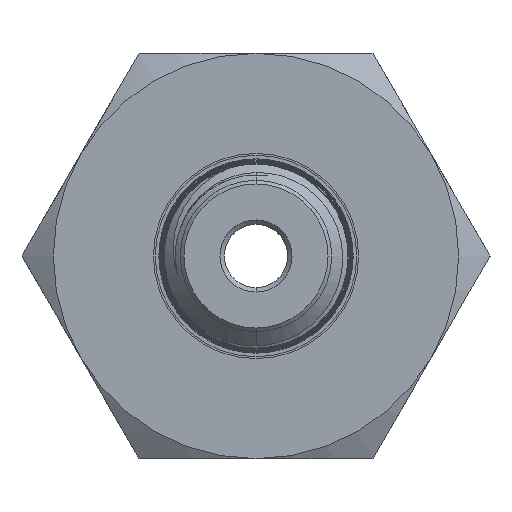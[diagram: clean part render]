
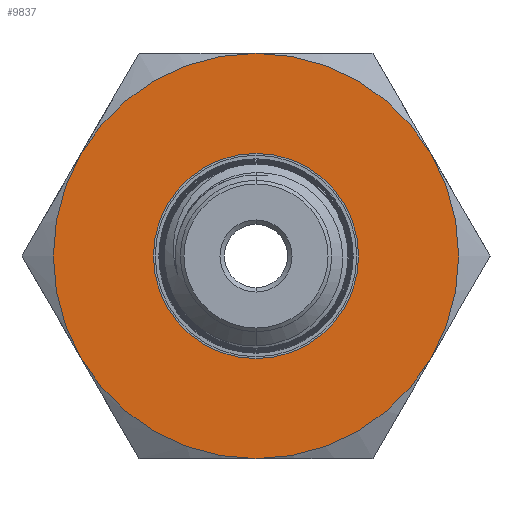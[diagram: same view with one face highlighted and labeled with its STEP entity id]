
A CAD part, left-side view. The second image highlights one B-rep face of the part: STEP entity #9837.
In plain terms, the highlighted planar face has unit normal (-1, 0, 0).
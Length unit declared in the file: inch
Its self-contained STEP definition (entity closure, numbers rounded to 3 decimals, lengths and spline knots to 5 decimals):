
#233 = AXIS2_PLACEMENT_3D ( 'NONE', #18649, #15654, #2762 ) ;
#577 = CARTESIAN_POINT ( 'NONE',  ( -0.9445, 0., 0. ) ) ;
#1214 = ORIENTED_EDGE ( 'NONE', *, *, #13161, .T. ) ;
#1799 = FACE_BOUND ( 'NONE', #10948, .T. ) ;
#2147 = AXIS2_PLACEMENT_3D ( 'NONE', #17646, #4603, #8968 ) ;
#2762 = DIRECTION ( 'NONE',  ( 0., 0., -1. ) ) ;
#3154 = EDGE_CURVE ( 'NONE', #12873, #13306, #7123, .T. ) ;
#3174 = EDGE_CURVE ( 'NONE', #7495, #12873, #18744, .T. ) ;
#3561 = EDGE_CURVE ( 'NONE', #15618, #7495, #9606, .T. ) ;
#3801 = ORIENTED_EDGE ( 'NONE', *, *, #3561, .F. ) ;
#3863 = CARTESIAN_POINT ( 'NONE',  ( -0.9445, 0., 0. ) ) ;
#4010 = DIRECTION ( 'NONE',  ( 0., 0., -1. ) ) ;
#4603 = DIRECTION ( 'NONE',  ( 1., 0., 0. ) ) ;
#4732 = VERTEX_POINT ( 'NONE', #18196 ) ;
#4860 = CARTESIAN_POINT ( 'NONE',  ( -0.9445, 0.48714, -0.28125 ) ) ;
#4929 = CARTESIAN_POINT ( 'NONE',  ( -0.9445, 0., 0.28475 ) ) ;
#5179 = VERTEX_POINT ( 'NONE', #4929 ) ;
#5563 = DIRECTION ( 'NONE',  ( 1., 0., 0. ) ) ;
#5615 = PLANE ( 'NONE',  #15928 ) ;
#5772 = ORIENTED_EDGE ( 'NONE', *, *, #17420, .T. ) ;
#6134 = DIRECTION ( 'NONE',  ( 1., 0., 0. ) ) ;
#6607 = EDGE_CURVE ( 'NONE', #4732, #15618, #18948, .T. ) ;
#6673 = AXIS2_PLACEMENT_3D ( 'NONE', #577, #10855, #10980 ) ;
#6723 = CARTESIAN_POINT ( 'NONE',  ( -0.9445, 0., 0.5625 ) ) ;
#6779 = CARTESIAN_POINT ( 'NONE',  ( -0.9445, 0., 0. ) ) ;
#6932 = CARTESIAN_POINT ( 'NONE',  ( -0.9445, 0., 0. ) ) ;
#7065 = CARTESIAN_POINT ( 'NONE',  ( -0.9445, 0.28475, 0. ) ) ;
#7123 = CIRCLE ( 'NONE', #233, 0.5625 ) ;
#7227 = CIRCLE ( 'NONE', #16806, 0.5625 ) ;
#7495 = VERTEX_POINT ( 'NONE', #4860 ) ;
#8202 = FACE_OUTER_BOUND ( 'NONE', #17809, .T. ) ;
#8498 = DIRECTION ( 'NONE',  ( 0., 0., 1. ) ) ;
#8968 = DIRECTION ( 'NONE',  ( 0., 0., -1. ) ) ;
#9606 = CIRCLE ( 'NONE', #12613, 0.5625 ) ;
#9837 = ADVANCED_FACE ( 'NONE', ( #1799, #8202 ), #5615, .T. ) ;
#9843 = DIRECTION ( 'NONE',  ( 1., 0., 0. ) ) ;
#10078 = VERTEX_POINT ( 'NONE', #16663 ) ;
#10497 = DIRECTION ( 'NONE',  ( 0., 0., -1. ) ) ;
#10855 = DIRECTION ( 'NONE',  ( 1., 0., 0. ) ) ;
#10948 = EDGE_LOOP ( 'NONE', ( #5772, #1214 ) ) ;
#10980 = DIRECTION ( 'NONE',  ( 0., 0., -1. ) ) ;
#11185 = CARTESIAN_POINT ( 'NONE',  ( -0.9445, 0., 0. ) ) ;
#11326 = CARTESIAN_POINT ( 'NONE',  ( -0.9445, 0., -0.5625 ) ) ;
#11490 = CIRCLE ( 'NONE', #18653, 0.28475 ) ;
#12613 = AXIS2_PLACEMENT_3D ( 'NONE', #3863, #12639, #18453 ) ;
#12639 = DIRECTION ( 'NONE',  ( 1., 0., 0. ) ) ;
#12873 = VERTEX_POINT ( 'NONE', #17601 ) ;
#13161 = EDGE_CURVE ( 'NONE', #5179, #16399, #18425, .T. ) ;
#13306 = VERTEX_POINT ( 'NONE', #6723 ) ;
#13728 = ORIENTED_EDGE ( 'NONE', *, *, #13777, .F. ) ;
#13777 = EDGE_CURVE ( 'NONE', #10078, #4732, #7227, .T. ) ;
#13799 = ORIENTED_EDGE ( 'NONE', *, *, #6607, .F. ) ;
#14131 = EDGE_CURVE ( 'NONE', #13306, #10078, #14505, .T. ) ;
#14159 = ORIENTED_EDGE ( 'NONE', *, *, #3154, .F. ) ;
#14417 = DIRECTION ( 'NONE',  ( 1., 0., 0. ) ) ;
#14505 = CIRCLE ( 'NONE', #2147, 0.5625 ) ;
#14850 = CARTESIAN_POINT ( 'NONE',  ( -0.9445, 0., 0. ) ) ;
#15618 = VERTEX_POINT ( 'NONE', #11326 ) ;
#15654 = DIRECTION ( 'NONE',  ( 1., 0., 0. ) ) ;
#15735 = DIRECTION ( 'NONE',  ( 0., 0., -1. ) ) ;
#15774 = DIRECTION ( 'NONE',  ( 0., 0., -1. ) ) ;
#15928 = AXIS2_PLACEMENT_3D ( 'NONE', #7065, #17237, #8498 ) ;
#16399 = VERTEX_POINT ( 'NONE', #17657 ) ;
#16663 = CARTESIAN_POINT ( 'NONE',  ( -0.9445, -0.48714, 0.28125 ) ) ;
#16804 = ORIENTED_EDGE ( 'NONE', *, *, #14131, .F. ) ;
#16806 = AXIS2_PLACEMENT_3D ( 'NONE', #6779, #5563, #15735 ) ;
#17237 = DIRECTION ( 'NONE',  ( -1., 0., 0. ) ) ;
#17239 = AXIS2_PLACEMENT_3D ( 'NONE', #6932, #14417, #15774 ) ;
#17420 = EDGE_CURVE ( 'NONE', #16399, #5179, #11490, .T. ) ;
#17510 = AXIS2_PLACEMENT_3D ( 'NONE', #14850, #6134, #10497 ) ;
#17601 = CARTESIAN_POINT ( 'NONE',  ( -0.9445, 0.48714, 0.28125 ) ) ;
#17646 = CARTESIAN_POINT ( 'NONE',  ( -0.9445, 0., 0. ) ) ;
#17657 = CARTESIAN_POINT ( 'NONE',  ( -0.9445, 0., -0.28475 ) ) ;
#17809 = EDGE_LOOP ( 'NONE', ( #3801, #13799, #13728, #16804, #14159, #18076 ) ) ;
#18076 = ORIENTED_EDGE ( 'NONE', *, *, #3174, .F. ) ;
#18196 = CARTESIAN_POINT ( 'NONE',  ( -0.9445, -0.48714, -0.28125 ) ) ;
#18425 = CIRCLE ( 'NONE', #17510, 0.28475 ) ;
#18453 = DIRECTION ( 'NONE',  ( 0., 0., -1. ) ) ;
#18649 = CARTESIAN_POINT ( 'NONE',  ( -0.9445, 0., 0. ) ) ;
#18653 = AXIS2_PLACEMENT_3D ( 'NONE', #11185, #9843, #4010 ) ;
#18744 = CIRCLE ( 'NONE', #17239, 0.5625 ) ;
#18948 = CIRCLE ( 'NONE', #6673, 0.5625 ) ;
